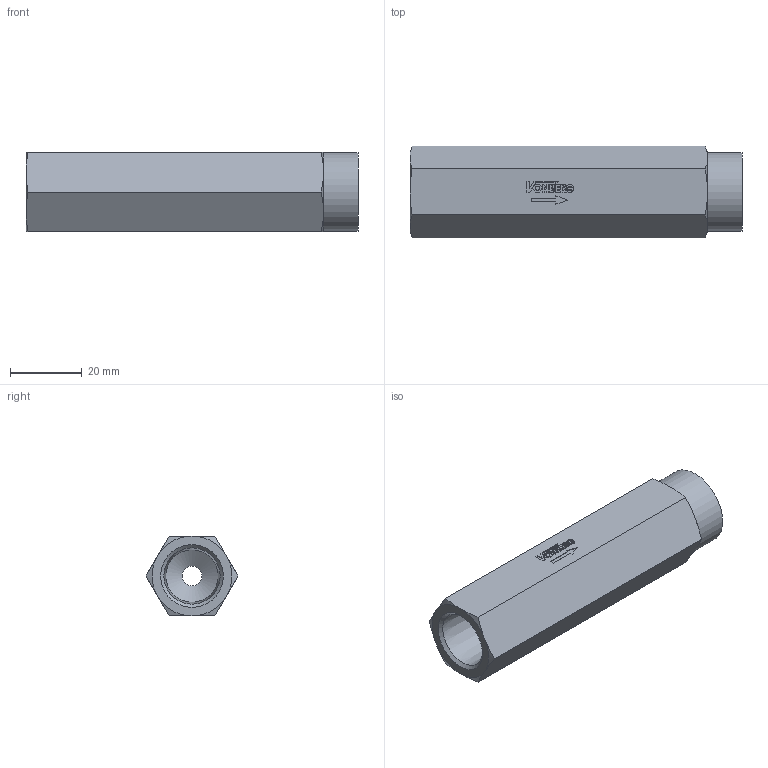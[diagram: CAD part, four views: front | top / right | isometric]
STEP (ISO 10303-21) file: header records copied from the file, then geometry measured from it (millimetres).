
FILE_DESCRIPTION((''),'2;1');
FILE_NAME('40300-103.stp','2015-01-08T12:04:39',('jml'),(''),'Autodesk Inventor 2010','Autodesk Inventor 2010','');
FILE_SCHEMA(('AUTOMOTIVE_DESIGN { 1 0 10303 214 1 1 1 1 }'));
Length unit declared in the file: inch
Products named in the file (1): 221490
Bounding box: 92.71 x 25.66 x 22.23 mm (x, y, z)
Volume: 25437.8 mm3; surface area: 11483.6 mm2
Topology: 1 solids, 1 shells, 129 faces, 333 edges, 221 vertices
Faces by surface type: plane 93, cylinder 16, cone 16, bspline 4
Full cylindrical faces by diameter (mm): 1.218 x1, 21.844 x1
Entity records: 3981 total; most frequent: CARTESIAN_POINT 784, ORIENTED_EDGE 640, DIRECTION 602, EDGE_CURVE 320, VECTOR 242, LINE 242, VERTEX_POINT 218, AXIS2_PLACEMENT_3D 180
